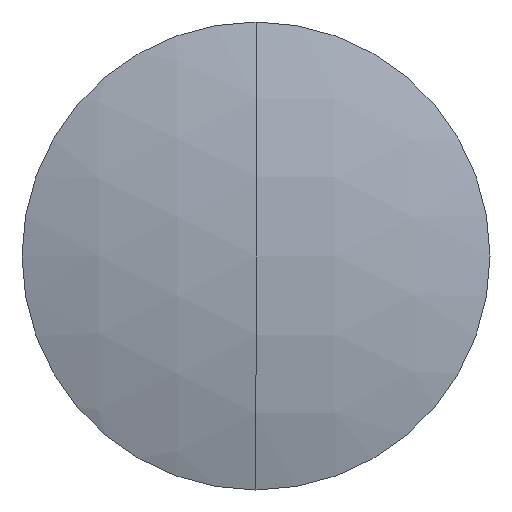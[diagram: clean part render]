
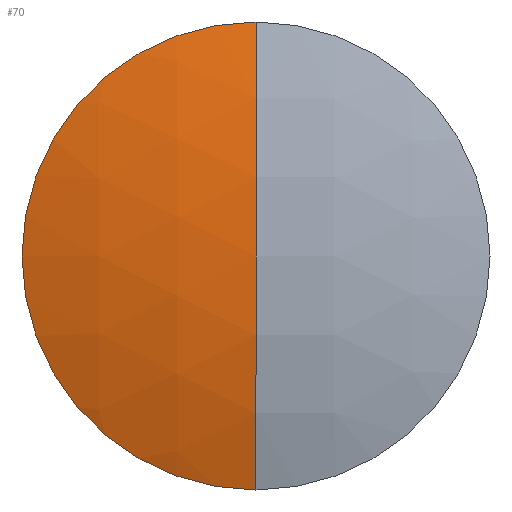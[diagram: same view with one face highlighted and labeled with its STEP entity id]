
A CAD part, left-side view. The second image highlights one B-rep face of the part: STEP entity #70.
In plain terms, the highlighted spherical face has radius 49.1 mm.
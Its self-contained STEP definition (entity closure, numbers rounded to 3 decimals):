
#12 = SPHERICAL_SURFACE ( 'NONE', #54, 49.1 ) ;
#13 = DIRECTION ( 'NONE',  ( 0., 0., -1. ) ) ;
#22 = DIRECTION ( 'NONE',  ( 0., 0., 1. ) ) ;
#23 = AXIS2_PLACEMENT_3D ( 'NONE', #118, #214, #22 ) ;
#24 = EDGE_CURVE ( 'NONE', #287, #77, #186, .T. ) ;
#37 = CARTESIAN_POINT ( 'NONE',  ( 398.574, 0., 0. ) ) ;
#54 = AXIS2_PLACEMENT_3D ( 'NONE', #71, #335, #128 ) ;
#68 = DIRECTION ( 'NONE',  ( 0., 0., 1. ) ) ;
#70 = ADVANCED_FACE ( 'NONE', ( #191 ), #12, .T. ) ;
#71 = CARTESIAN_POINT ( 'NONE',  ( 398.574, 0., 0. ) ) ;
#77 = VERTEX_POINT ( 'NONE', #205 ) ;
#80 = CIRCLE ( 'NONE', #320, 49.1 ) ;
#92 = ORIENTED_EDGE ( 'NONE', *, *, #24, .T. ) ;
#98 = CARTESIAN_POINT ( 'NONE',  ( 398.574, 0., 0. ) ) ;
#118 = CARTESIAN_POINT ( 'NONE',  ( 351.822, 0., 0. ) ) ;
#128 = DIRECTION ( 'NONE',  ( 0., 0., 1. ) ) ;
#149 = ORIENTED_EDGE ( 'NONE', *, *, #274, .T. ) ;
#150 = CIRCLE ( 'NONE', #266, 49.1 ) ;
#186 = CIRCLE ( 'NONE', #23, 15. ) ;
#191 = FACE_OUTER_BOUND ( 'NONE', #237, .T. ) ;
#198 = DIRECTION ( 'NONE',  ( 0., -1., 0. ) ) ;
#205 = CARTESIAN_POINT ( 'NONE',  ( 351.822, 0., -15. ) ) ;
#214 = DIRECTION ( 'NONE',  ( -1., 0., 0. ) ) ;
#237 = EDGE_LOOP ( 'NONE', ( #92, #149, #252 ) ) ;
#252 = ORIENTED_EDGE ( 'NONE', *, *, #294, .F. ) ;
#255 = DIRECTION ( 'NONE',  ( 0., 1., 0. ) ) ;
#266 = AXIS2_PLACEMENT_3D ( 'NONE', #98, #255, #68 ) ;
#274 = EDGE_CURVE ( 'NONE', #77, #278, #150, .T. ) ;
#278 = VERTEX_POINT ( 'NONE', #337 ) ;
#283 = CARTESIAN_POINT ( 'NONE',  ( 351.822, 0., 15. ) ) ;
#287 = VERTEX_POINT ( 'NONE', #283 ) ;
#294 = EDGE_CURVE ( 'NONE', #287, #278, #80, .T. ) ;
#320 = AXIS2_PLACEMENT_3D ( 'NONE', #37, #198, #13 ) ;
#335 = DIRECTION ( 'NONE',  ( 0., 1., 0. ) ) ;
#337 = CARTESIAN_POINT ( 'NONE',  ( 349.474, 0., 0. ) ) ;
